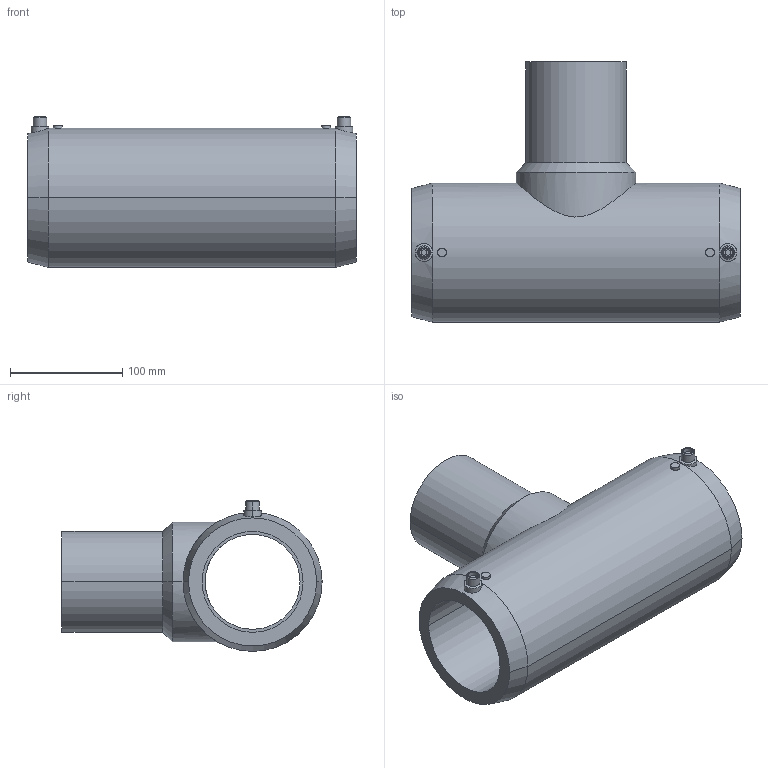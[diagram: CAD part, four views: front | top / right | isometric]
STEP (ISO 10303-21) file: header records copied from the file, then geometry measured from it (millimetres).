
FILE_DESCRIPTION( ( '' ), '1' );
FILE_NAME( 'TELE-A 090.stp', '2015-08-31T13:59:15', ( '' ), ( '' ), ' ', ' ', ' ' );
FILE_SCHEMA( ( 'automotive_design' ) );
Length unit declared in the file: millimetre
Products named in the file (1): 1
Bounding box: 293 x 232 x 134.5 mm (x, y, z)
Volume: 2165917.4 mm3; surface area: 257854.7 mm2
Topology: 1 solids, 1 shells, 61 faces, 136 edges, 84 vertices
Faces by surface type: cylinder 34, cone 14, plane 13
Entity records: 3948 total; most frequent: CARTESIAN_POINT 954, DIRECTION 306, STYLED_ITEM 282, PRESENTATION_STYLE_ASSIGNMENT 282, COLOUR_RGB 282, ORIENTED_EDGE 272, EDGE_CURVE 136, CURVE_STYLE 136
